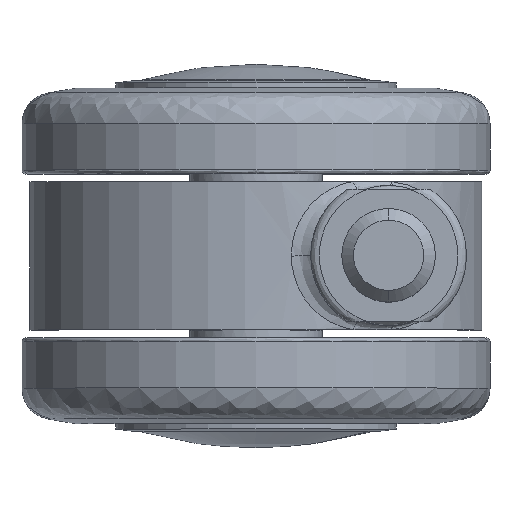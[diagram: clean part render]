
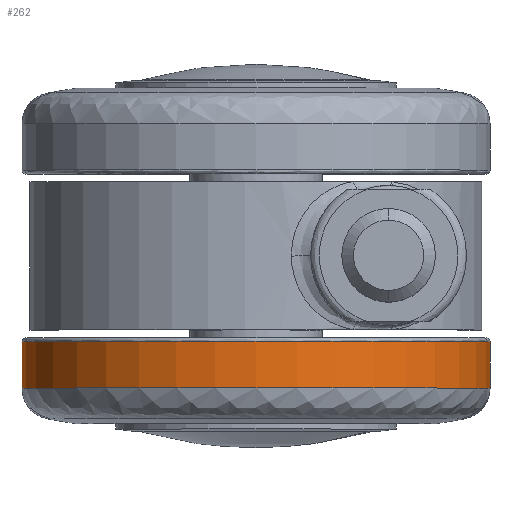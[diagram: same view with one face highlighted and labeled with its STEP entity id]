
A CAD part, top view. The second image highlights one B-rep face of the part: STEP entity #262.
In plain terms, the highlighted cylindrical face has radius 30 mm (diameter 60 mm), a partial arc.
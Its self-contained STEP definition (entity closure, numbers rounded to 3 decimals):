
#262=ADVANCED_FACE('',(#1362),#1361,.T.);
#1361=CYLINDRICAL_SURFACE('',#3993,30.);
#1362=FACE_OUTER_BOUND('',#3994,.T.);
#3990=CARTESIAN_POINT('',(0.,0.,5.478));
#3991=DIRECTION('',(0.,0.,-1.));
#3992=DIRECTION('',(1.,0.,0.));
#3993=AXIS2_PLACEMENT_3D('',#3990,#3991,#3992);
#3994=EDGE_LOOP('',(#5000,#5001,#5002,#5003));
#5000=ORIENTED_EDGE('',*,*,#5487,.T.);
#5001=ORIENTED_EDGE('',*,*,#5484,.T.);
#5002=ORIENTED_EDGE('',*,*,#5483,.T.);
#5003=ORIENTED_EDGE('',*,*,#5486,.F.);
#5483=EDGE_CURVE('',#7311,#7310,#7330,.T.);
#5484=EDGE_CURVE('',#7336,#7311,#7337,.T.);
#5486=EDGE_CURVE('',#7343,#7310,#7350,.T.);
#5487=EDGE_CURVE('',#7343,#7336,#7356,.T.);
#7310=VERTEX_POINT('',#9417);
#7311=VERTEX_POINT('',#9418);
#7330=CIRCLE('',#9433,30.);
#7336=VERTEX_POINT('',#9434);
#7337=(BOUNDED_CURVE() B_SPLINE_CURVE(1,(#9435,#9436),.UNSPECIFIED.,.F.,.F.) B_SPLINE_CURVE_WITH_KNOTS((2,2),(0.083,0.917),.UNSPECIFIED.) CURVE() GEOMETRIC_REPRESENTATION_ITEM() RATIONAL_B_SPLINE_CURVE((1.,1.)) REPRESENTATION_ITEM('') );
#7343=VERTEX_POINT('',#9437);
#7350=(BOUNDED_CURVE() B_SPLINE_CURVE(1,(#9442,#9443),.UNSPECIFIED.,.F.,.F.) B_SPLINE_CURVE_WITH_KNOTS((2,2),(0.083,0.917),.UNSPECIFIED.) CURVE() GEOMETRIC_REPRESENTATION_ITEM() RATIONAL_B_SPLINE_CURVE((0.75,0.75)) REPRESENTATION_ITEM('') );
#7356=CIRCLE('',#9447,30.);
#9417=CARTESIAN_POINT('',(-30.,0.,2.5));
#9418=CARTESIAN_POINT('',(30.,0.,2.5));
#9430=CARTESIAN_POINT('',(0.,0.,2.5));
#9431=DIRECTION('',(0.,0.,1.));
#9432=DIRECTION('',(1.,0.,0.));
#9433=AXIS2_PLACEMENT_3D('',#9430,#9431,#9432);
#9434=CARTESIAN_POINT('',(30.,0.,8.456));
#9435=CARTESIAN_POINT('',(30.,0.,8.456));
#9436=CARTESIAN_POINT('',(30.,0.,2.5));
#9437=CARTESIAN_POINT('',(-30.,0.,8.456));
#9442=CARTESIAN_POINT('',(-30.,0.,8.456));
#9443=CARTESIAN_POINT('',(-30.,0.,2.5));
#9444=CARTESIAN_POINT('',(0.,0.,8.456));
#9445=DIRECTION('',(0.,0.,-1.));
#9446=DIRECTION('',(-1.,0.,0.));
#9447=AXIS2_PLACEMENT_3D('',#9444,#9445,#9446);
